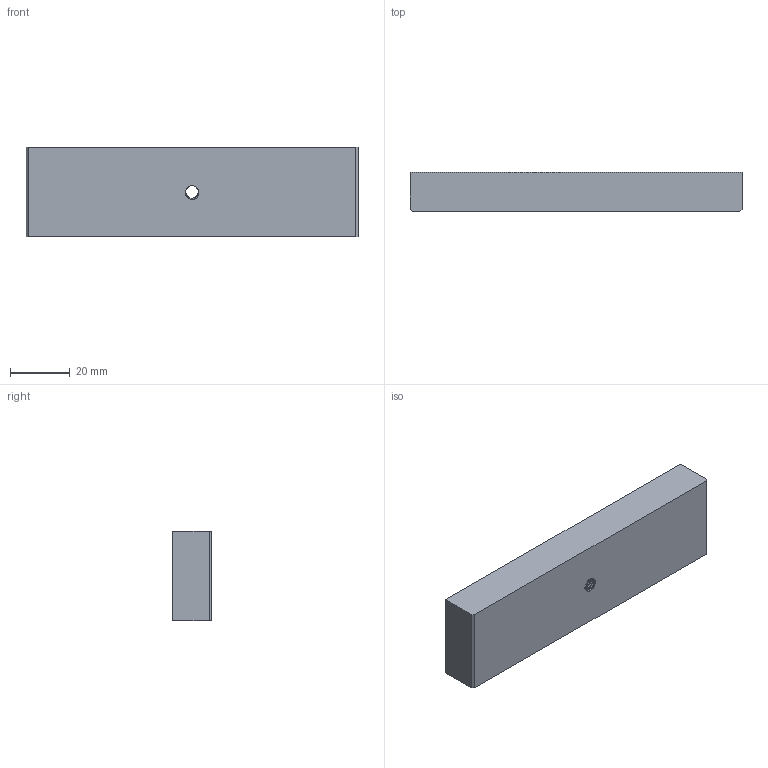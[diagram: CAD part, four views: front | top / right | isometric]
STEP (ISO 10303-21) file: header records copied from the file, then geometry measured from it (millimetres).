
FILE_DESCRIPTION(('FreeCAD Model'),'2;1');
FILE_NAME('Open CASCADE Shape Model','2024-12-24T20:57:43',(''),(''), 'Open CASCADE STEP processor 7.8','FreeCAD','Unknown');
FILE_SCHEMA(('AUTOMOTIVE_DESIGN { 1 0 10303 214 1 1 1 1 }'));
Length unit declared in the file: millimetre
Products named in the file (1): RailSpacer111
Bounding box: 111 x 13 x 30 mm (x, y, z)
Volume: 43062.5 mm3; surface area: 10563 mm2
Topology: 1 solids, 1 shells, 78 faces, 163 edges, 87 vertices
Faces by surface type: bspline 52, cylinder 18, plane 8
Full cylindrical faces by diameter (mm): 4.224 x16
Entity records: 15559 total; most frequent: CARTESIAN_POINT 12702, DIRECTION 334, ORIENTED_EDGE 326, PCURVE 326, DEFINITIONAL_REPRESENTATION 326, LINE 274, VECTOR 274, B_SPLINE_CURVE_WITH_KNOTS 209
